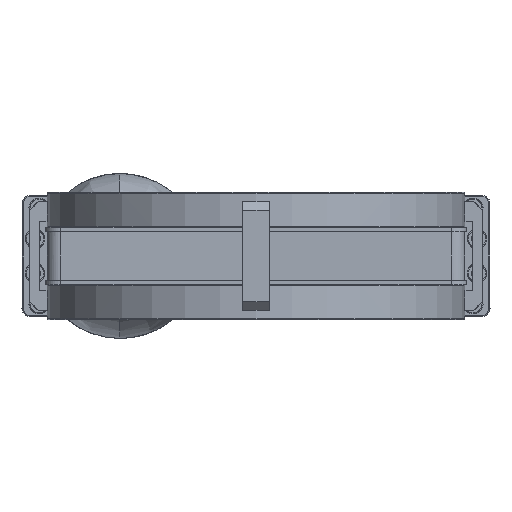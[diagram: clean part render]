
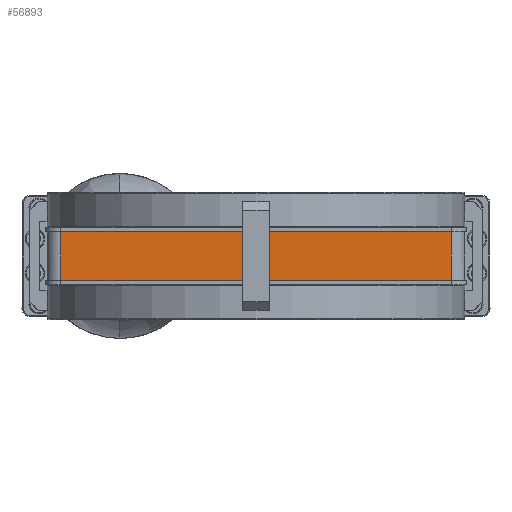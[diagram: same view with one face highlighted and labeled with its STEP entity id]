
A CAD part, front view. The second image highlights one B-rep face of the part: STEP entity #56893.
In plain terms, the highlighted planar face has unit normal (0, -1, 0).
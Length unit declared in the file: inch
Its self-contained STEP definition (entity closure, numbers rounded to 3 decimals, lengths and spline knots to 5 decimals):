
#4005 = DIRECTION ( 'NONE',  ( 0., 1., 0. ) ) ;
#4763 = AXIS2_PLACEMENT_3D ( 'NONE', #47564, #4005, #55640 ) ;
#11124 = VECTOR ( 'NONE', #57253, 39.37008 ) ;
#11669 = VERTEX_POINT ( 'NONE', #42298 ) ;
#16836 = ORIENTED_EDGE ( 'NONE', *, *, #44379, .F. ) ;
#16903 = CARTESIAN_POINT ( 'NONE',  ( 5.9945, -5.76, 0.692 ) ) ;
#17922 = CARTESIAN_POINT ( 'NONE',  ( 5.6095, -5.76, -0.692 ) ) ;
#20571 = CARTESIAN_POINT ( 'NONE',  ( -5.6095, -5.76, 0.692 ) ) ;
#26167 = LINE ( 'NONE', #72406, #11124 ) ;
#26347 = VECTOR ( 'NONE', #39169, 39.37008 ) ;
#36387 = CARTESIAN_POINT ( 'NONE',  ( -5.6095, -5.76, -0.692 ) ) ;
#39169 = DIRECTION ( 'NONE',  ( 1., 0., 0. ) ) ;
#42298 = CARTESIAN_POINT ( 'NONE',  ( 5.6095, -5.76, 0.692 ) ) ;
#42955 = VECTOR ( 'NONE', #69506, 39.37008 ) ;
#43493 = DIRECTION ( 'NONE',  ( -1., 0., 0. ) ) ;
#44379 = EDGE_CURVE ( 'NONE', #55854, #61799, #79344, .T. ) ;
#47564 = CARTESIAN_POINT ( 'NONE',  ( 5.9945, -5.76, -0.692 ) ) ;
#55640 = DIRECTION ( 'NONE',  ( 0., 0., 1. ) ) ;
#55854 = VERTEX_POINT ( 'NONE', #74660 ) ;
#56893 = ADVANCED_FACE ( 'NONE', ( #68710 ), #85012, .F. ) ;
#57253 = DIRECTION ( 'NONE',  ( 0., 0., 1. ) ) ;
#58189 = VERTEX_POINT ( 'NONE', #20571 ) ;
#60868 = EDGE_CURVE ( 'NONE', #11669, #55854, #77539, .T. ) ;
#61799 = VERTEX_POINT ( 'NONE', #36387 ) ;
#62025 = VECTOR ( 'NONE', #43493, 39.37008 ) ;
#65571 = LINE ( 'NONE', #16903, #26347 ) ;
#65704 = CARTESIAN_POINT ( 'NONE',  ( 0., -5.76, -0.692 ) ) ;
#68710 = FACE_OUTER_BOUND ( 'NONE', #74727, .T. ) ;
#69506 = DIRECTION ( 'NONE',  ( 0., 0., -1. ) ) ;
#70141 = ORIENTED_EDGE ( 'NONE', *, *, #60868, .F. ) ;
#72406 = CARTESIAN_POINT ( 'NONE',  ( -5.6095, -5.76, -0.731 ) ) ;
#74660 = CARTESIAN_POINT ( 'NONE',  ( 5.6095, -5.76, -0.692 ) ) ;
#74727 = EDGE_LOOP ( 'NONE', ( #16836, #70141, #79502, #95081 ) ) ;
#77539 = LINE ( 'NONE', #17922, #42955 ) ;
#77562 = EDGE_CURVE ( 'NONE', #58189, #11669, #65571, .T. ) ;
#79344 = LINE ( 'NONE', #65704, #62025 ) ;
#79365 = EDGE_CURVE ( 'NONE', #61799, #58189, #26167, .T. ) ;
#79502 = ORIENTED_EDGE ( 'NONE', *, *, #77562, .F. ) ;
#85012 = PLANE ( 'NONE',  #4763 ) ;
#95081 = ORIENTED_EDGE ( 'NONE', *, *, #79365, .F. ) ;
